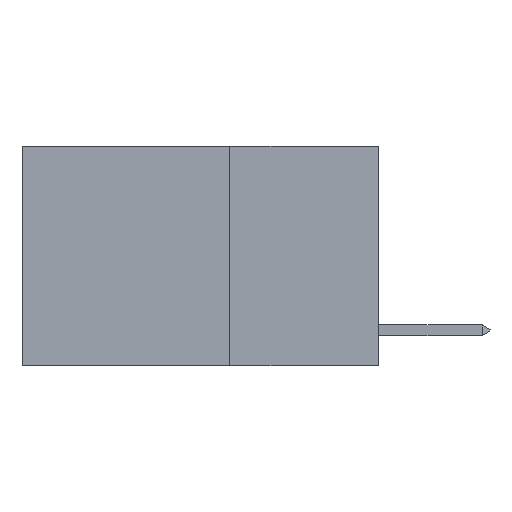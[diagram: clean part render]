
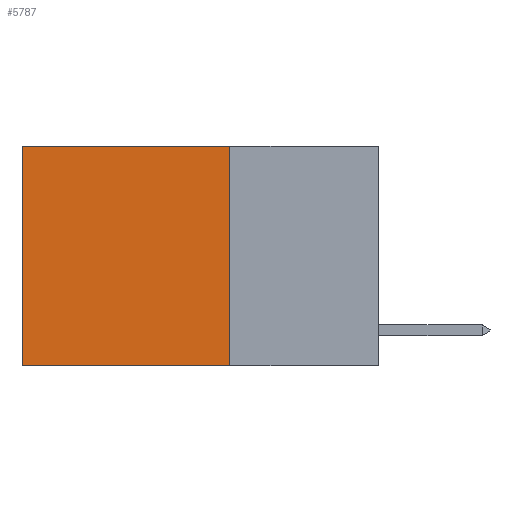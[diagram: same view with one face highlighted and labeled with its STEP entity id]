
A CAD part, left-side view. The second image highlights one B-rep face of the part: STEP entity #5787.
In plain terms, the highlighted planar face has unit normal (-1, 0, 0).
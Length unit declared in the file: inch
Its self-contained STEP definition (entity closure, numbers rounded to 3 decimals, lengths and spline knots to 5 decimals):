
#231 = DIRECTION ( 'NONE',  ( 0., 1., 0. ) ) ;
#342 = ORIENTED_EDGE ( 'NONE', *, *, #3414, .T. ) ;
#704 = DIRECTION ( 'NONE',  ( 0., 0., -1. ) ) ;
#1048 = VERTEX_POINT ( 'NONE', #6963 ) ;
#1049 = CARTESIAN_POINT ( 'NONE',  ( 0.2625, 0.25, -0.37 ) ) ;
#1340 = LINE ( 'NONE', #5155, #1510 ) ;
#1510 = VECTOR ( 'NONE', #8977, 39.37008 ) ;
#1514 = EDGE_LOOP ( 'NONE', ( #3034, #2724, #9399, #342 ) ) ;
#1703 = CARTESIAN_POINT ( 'NONE',  ( 0.2625, 0.25, 0. ) ) ;
#1766 = DIRECTION ( 'NONE',  ( 1., 0., 0. ) ) ;
#1795 = AXIS2_PLACEMENT_3D ( 'NONE', #1703, #1766, #5663 ) ;
#1885 = CARTESIAN_POINT ( 'NONE',  ( 0.2625, 0.6, -0.37 ) ) ;
#2724 = ORIENTED_EDGE ( 'NONE', *, *, #3200, .F. ) ;
#2823 = VERTEX_POINT ( 'NONE', #1885 ) ;
#2872 = CARTESIAN_POINT ( 'NONE',  ( 0.2625, 0.6, 0. ) ) ;
#3034 = ORIENTED_EDGE ( 'NONE', *, *, #10776, .T. ) ;
#3200 = EDGE_CURVE ( 'NONE', #1048, #2823, #8793, .T. ) ;
#3414 = EDGE_CURVE ( 'NONE', #4184, #4669, #1340, .T. ) ;
#3509 = VECTOR ( 'NONE', #231, 39.37008 ) ;
#3658 = FACE_OUTER_BOUND ( 'NONE', #1514, .T. ) ;
#4184 = VERTEX_POINT ( 'NONE', #11908 ) ;
#4387 = LINE ( 'NONE', #4572, #10993 ) ;
#4572 = CARTESIAN_POINT ( 'NONE',  ( 0.2625, 0.25, 0. ) ) ;
#4669 = VERTEX_POINT ( 'NONE', #9823 ) ;
#4730 = PLANE ( 'NONE',  #1795 ) ;
#5155 = CARTESIAN_POINT ( 'NONE',  ( 0.2625, 0.25, 0. ) ) ;
#5663 = DIRECTION ( 'NONE',  ( 0., 0., -1. ) ) ;
#5787 = ADVANCED_FACE ( 'NONE', ( #3658 ), #4730, .F. ) ;
#6659 = DIRECTION ( 'NONE',  ( 0., 0., -1. ) ) ;
#6963 = CARTESIAN_POINT ( 'NONE',  ( 0.2625, 0.25, -0.37 ) ) ;
#8793 = LINE ( 'NONE', #1049, #3509 ) ;
#8977 = DIRECTION ( 'NONE',  ( 0., 1., 0. ) ) ;
#9235 = EDGE_CURVE ( 'NONE', #4184, #1048, #4387, .T. ) ;
#9399 = ORIENTED_EDGE ( 'NONE', *, *, #9235, .F. ) ;
#9823 = CARTESIAN_POINT ( 'NONE',  ( 0.2625, 0.6, 0. ) ) ;
#10776 = EDGE_CURVE ( 'NONE', #4669, #2823, #11419, .T. ) ;
#10993 = VECTOR ( 'NONE', #704, 39.37008 ) ;
#11419 = LINE ( 'NONE', #2872, #11426 ) ;
#11426 = VECTOR ( 'NONE', #6659, 39.37008 ) ;
#11908 = CARTESIAN_POINT ( 'NONE',  ( 0.2625, 0.25, 0. ) ) ;
